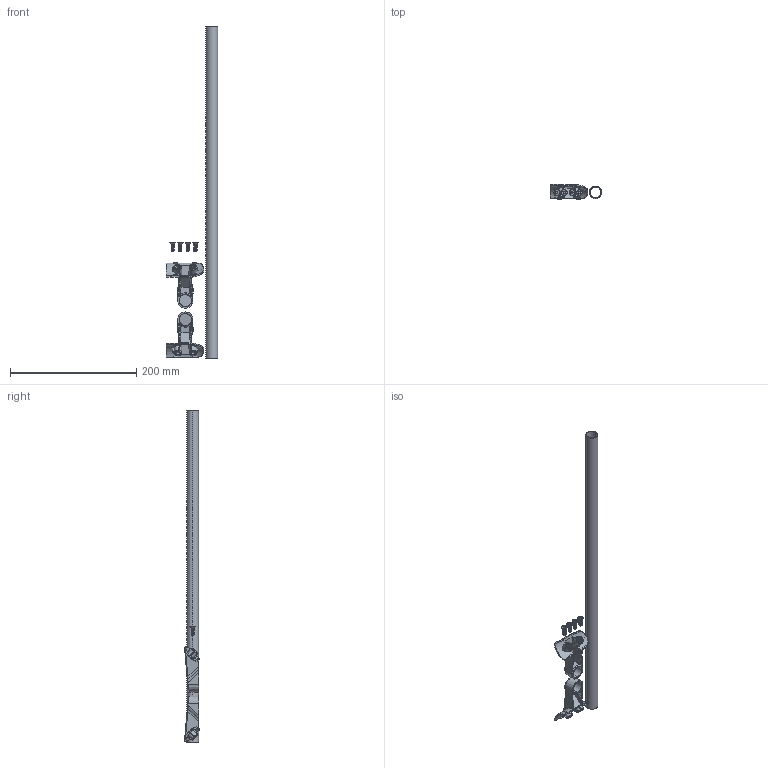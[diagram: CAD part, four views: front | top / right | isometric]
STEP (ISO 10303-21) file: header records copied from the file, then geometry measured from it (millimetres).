
FILE_DESCRIPTION (( 'STEP AP214' ), '1' );
FILE_NAME ('ECO.HAND.501.STEP', '2024-08-13T19:40:42', ( '' ), ( '' ), 'SwSTEP 2.0', 'SolidWorks 2023', '' );
FILE_SCHEMA (( 'AUTOMOTIVE_DESIGN' ));
Length unit declared in the file: inch
Products named in the file (1): ECO.HAND.501
Bounding box: 80.94 x 23.71 x 525 mm (x, y, z)
Volume: 59044 mm3; surface area: 88355.1 mm2
Topology: 11 solids, 11 shells, 869 faces, 2176 edges, 1343 vertices
Faces by surface type: bspline 299, cylinder 286, plane 196, cone 88
Entity records: 38282 total; most frequent: CARTESIAN_POINT 20114, ORIENTED_EDGE 4352, DIRECTION 3010, EDGE_CURVE 2176, VERTEX_POINT 1343, AXIS2_PLACEMENT_3D 1164, EDGE_LOOP 893, FACE_OUTER_BOUND 869
